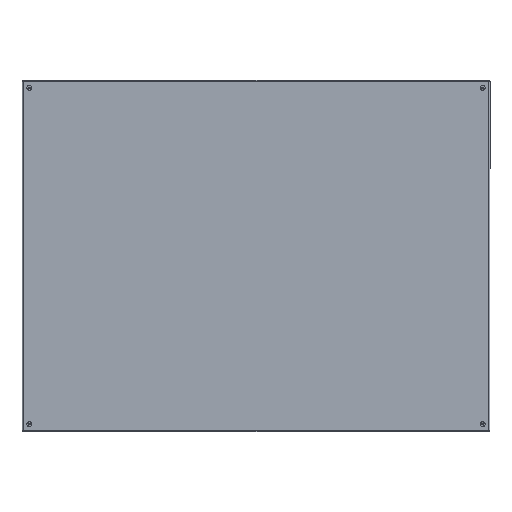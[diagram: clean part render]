
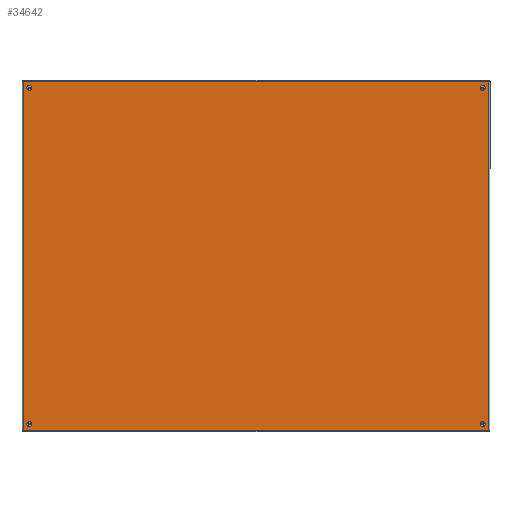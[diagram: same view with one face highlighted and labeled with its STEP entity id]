
A CAD part, left-side view. The second image highlights one B-rep face of the part: STEP entity #34642.
In plain terms, the highlighted face is planar.
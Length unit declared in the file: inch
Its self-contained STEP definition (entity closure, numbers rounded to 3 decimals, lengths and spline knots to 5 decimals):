
#399 = CARTESIAN_POINT ( 'NONE',  ( -17.928, 0., 23.875 ) ) ;
#766 = FACE_BOUND ( 'NONE', #30315, .T. ) ;
#1618 = CIRCLE ( 'NONE', #62721, 0.25 ) ;
#2362 = CARTESIAN_POINT ( 'NONE',  ( 17.25, 0., 23.25 ) ) ;
#6282 = ORIENTED_EDGE ( 'NONE', *, *, #17560, .T. ) ;
#7575 = EDGE_LOOP ( 'NONE', ( #70516, #6282 ) ) ;
#8440 = ORIENTED_EDGE ( 'NONE', *, *, #79420, .T. ) ;
#10125 = PLANE ( 'NONE',  #20582 ) ;
#10758 = EDGE_CURVE ( 'NONE', #64982, #33707, #66096, .T. ) ;
#11037 = EDGE_CURVE ( 'NONE', #33707, #64982, #22027, .T. ) ;
#11087 = CARTESIAN_POINT ( 'NONE',  ( -17.25, 0., -23.25 ) ) ;
#12147 = LINE ( 'NONE', #399, #75908 ) ;
#12283 = CIRCLE ( 'NONE', #33076, 0.25 ) ;
#12604 = ORIENTED_EDGE ( 'NONE', *, *, #86359, .T. ) ;
#12715 = EDGE_CURVE ( 'NONE', #29420, #79821, #12283, .T. ) ;
#15824 = CARTESIAN_POINT ( 'NONE',  ( 17.928, 0., 23.892 ) ) ;
#17343 = LINE ( 'NONE', #21948, #47464 ) ;
#17383 = DIRECTION ( 'NONE',  ( 0., -1., 0. ) ) ;
#17468 = FACE_OUTER_BOUND ( 'NONE', #71357, .T. ) ;
#17560 = EDGE_CURVE ( 'NONE', #79821, #29420, #60782, .T. ) ;
#17991 = CARTESIAN_POINT ( 'NONE',  ( 17.25, 0., 23.25 ) ) ;
#18690 = VERTEX_POINT ( 'NONE', #15824 ) ;
#18786 = DIRECTION ( 'NONE',  ( 0., -1., 0. ) ) ;
#19028 = CARTESIAN_POINT ( 'NONE',  ( 17.25, 0., -23.5 ) ) ;
#20582 = AXIS2_PLACEMENT_3D ( 'NONE', #31115, #43879, #44748 ) ;
#20996 = ORIENTED_EDGE ( 'NONE', *, *, #53242, .T. ) ;
#21948 = CARTESIAN_POINT ( 'NONE',  ( -17.928, 0., 23.892 ) ) ;
#22027 = CIRCLE ( 'NONE', #55800, 0.25 ) ;
#22810 = DIRECTION ( 'NONE',  ( 0., 0., 1. ) ) ;
#25107 = DIRECTION ( 'NONE',  ( 0., -1., 0. ) ) ;
#25866 = AXIS2_PLACEMENT_3D ( 'NONE', #40812, #54505, #47517 ) ;
#28421 = CARTESIAN_POINT ( 'NONE',  ( -17.25, 0., -23. ) ) ;
#29420 = VERTEX_POINT ( 'NONE', #82140 ) ;
#29836 = EDGE_CURVE ( 'NONE', #59561, #86015, #12147, .T. ) ;
#30315 = EDGE_LOOP ( 'NONE', ( #20996, #35420 ) ) ;
#30647 = DIRECTION ( 'NONE',  ( 0., -1., 0. ) ) ;
#31075 = DIRECTION ( 'NONE',  ( 0., 0., 1. ) ) ;
#31115 = CARTESIAN_POINT ( 'NONE',  ( 0., 0., 0. ) ) ;
#31169 = AXIS2_PLACEMENT_3D ( 'NONE', #70443, #18786, #71296 ) ;
#33076 = AXIS2_PLACEMENT_3D ( 'NONE', #52770, #46924, #53641 ) ;
#33707 = VERTEX_POINT ( 'NONE', #41541 ) ;
#34642 = ADVANCED_FACE ( 'NONE', ( #17468, #766, #52866, #49725, #47669 ), #10125, .T. ) ;
#35335 = EDGE_LOOP ( 'NONE', ( #12604, #48199 ) ) ;
#35405 = AXIS2_PLACEMENT_3D ( 'NONE', #17991, #38349, #31075 ) ;
#35420 = ORIENTED_EDGE ( 'NONE', *, *, #51540, .T. ) ;
#35651 = EDGE_CURVE ( 'NONE', #18690, #86015, #17343, .T. ) ;
#36419 = EDGE_CURVE ( 'NONE', #71886, #59561, #45238, .T. ) ;
#36947 = ORIENTED_EDGE ( 'NONE', *, *, #35651, .F. ) ;
#37432 = DIRECTION ( 'NONE',  ( 0., 0., 1. ) ) ;
#38349 = DIRECTION ( 'NONE',  ( 0., -1., 0. ) ) ;
#38491 = CARTESIAN_POINT ( 'NONE',  ( -17.25, 0., 23.25 ) ) ;
#39927 = EDGE_LOOP ( 'NONE', ( #78341, #61489 ) ) ;
#40812 = CARTESIAN_POINT ( 'NONE',  ( 17.25, 0., -23.25 ) ) ;
#41541 = CARTESIAN_POINT ( 'NONE',  ( -17.25, 0., 23.5 ) ) ;
#42683 = DIRECTION ( 'NONE',  ( -1., 0., 0. ) ) ;
#43879 = DIRECTION ( 'NONE',  ( 0., 1., 0. ) ) ;
#44748 = DIRECTION ( 'NONE',  ( 0., 0., 1. ) ) ;
#45238 = LINE ( 'NONE', #76660, #51477 ) ;
#46924 = DIRECTION ( 'NONE',  ( 0., -1., 0. ) ) ;
#47464 = VECTOR ( 'NONE', #69769, 39.37008 ) ;
#47517 = DIRECTION ( 'NONE',  ( 0., 0., 1. ) ) ;
#47669 = FACE_BOUND ( 'NONE', #35335, .T. ) ;
#48199 = ORIENTED_EDGE ( 'NONE', *, *, #82649, .T. ) ;
#49523 = DIRECTION ( 'NONE',  ( 0., -1., 0. ) ) ;
#49725 = FACE_BOUND ( 'NONE', #39927, .T. ) ;
#50098 = DIRECTION ( 'NONE',  ( 0., 0., 1. ) ) ;
#50421 = VERTEX_POINT ( 'NONE', #78048 ) ;
#51477 = VECTOR ( 'NONE', #42683, 39.37008 ) ;
#51540 = EDGE_CURVE ( 'NONE', #50421, #75928, #76111, .T. ) ;
#52770 = CARTESIAN_POINT ( 'NONE',  ( 17.25, 0., -23.25 ) ) ;
#52866 = FACE_BOUND ( 'NONE', #7575, .T. ) ;
#53242 = EDGE_CURVE ( 'NONE', #75928, #50421, #65815, .T. ) ;
#53641 = DIRECTION ( 'NONE',  ( 0., 0., 1. ) ) ;
#54505 = DIRECTION ( 'NONE',  ( 0., -1., 0. ) ) ;
#54581 = DIRECTION ( 'NONE',  ( 0., 0., -1. ) ) ;
#55800 = AXIS2_PLACEMENT_3D ( 'NONE', #38491, #25107, #59159 ) ;
#56212 = VECTOR ( 'NONE', #54581, 39.37008 ) ;
#59159 = DIRECTION ( 'NONE',  ( 0., 0., 1. ) ) ;
#59561 = VERTEX_POINT ( 'NONE', #60865 ) ;
#60224 = AXIS2_PLACEMENT_3D ( 'NONE', #2362, #49523, #22810 ) ;
#60782 = CIRCLE ( 'NONE', #25866, 0.25 ) ;
#60865 = CARTESIAN_POINT ( 'NONE',  ( -17.928, 0., -23.892 ) ) ;
#61489 = ORIENTED_EDGE ( 'NONE', *, *, #10758, .T. ) ;
#62721 = AXIS2_PLACEMENT_3D ( 'NONE', #64933, #17383, #37432 ) ;
#62784 = CARTESIAN_POINT ( 'NONE',  ( 17.928, 0., -23.892 ) ) ;
#64933 = CARTESIAN_POINT ( 'NONE',  ( -17.25, 0., -23.25 ) ) ;
#64982 = VERTEX_POINT ( 'NONE', #71303 ) ;
#65815 = CIRCLE ( 'NONE', #60224, 0.25 ) ;
#66096 = CIRCLE ( 'NONE', #31169, 0.25 ) ;
#68163 = DIRECTION ( 'NONE',  ( 0., 0., 1. ) ) ;
#69255 = CIRCLE ( 'NONE', #78855, 0.25 ) ;
#69769 = DIRECTION ( 'NONE',  ( -1., 0., 0. ) ) ;
#70443 = CARTESIAN_POINT ( 'NONE',  ( -17.25, 0., 23.25 ) ) ;
#70516 = ORIENTED_EDGE ( 'NONE', *, *, #12715, .T. ) ;
#71296 = DIRECTION ( 'NONE',  ( 0., 0., 1. ) ) ;
#71303 = CARTESIAN_POINT ( 'NONE',  ( -17.25, 0., 23. ) ) ;
#71357 = EDGE_LOOP ( 'NONE', ( #36947, #8440, #73971, #81736 ) ) ;
#71886 = VERTEX_POINT ( 'NONE', #62784 ) ;
#73971 = ORIENTED_EDGE ( 'NONE', *, *, #36419, .T. ) ;
#75097 = LINE ( 'NONE', #75676, #56212 ) ;
#75518 = VERTEX_POINT ( 'NONE', #84190 ) ;
#75676 = CARTESIAN_POINT ( 'NONE',  ( 17.928, 0., -35.875 ) ) ;
#75908 = VECTOR ( 'NONE', #68163, 39.37008 ) ;
#75928 = VERTEX_POINT ( 'NONE', #76759 ) ;
#76111 = CIRCLE ( 'NONE', #35405, 0.25 ) ;
#76660 = CARTESIAN_POINT ( 'NONE',  ( 0., 0., -23.892 ) ) ;
#76759 = CARTESIAN_POINT ( 'NONE',  ( 17.25, 0., 23.5 ) ) ;
#78048 = CARTESIAN_POINT ( 'NONE',  ( 17.25, 0., 23. ) ) ;
#78341 = ORIENTED_EDGE ( 'NONE', *, *, #11037, .T. ) ;
#78855 = AXIS2_PLACEMENT_3D ( 'NONE', #11087, #30647, #50098 ) ;
#79420 = EDGE_CURVE ( 'NONE', #18690, #71886, #75097, .T. ) ;
#79537 = CARTESIAN_POINT ( 'NONE',  ( -17.928, 0., 23.892 ) ) ;
#79821 = VERTEX_POINT ( 'NONE', #19028 ) ;
#81736 = ORIENTED_EDGE ( 'NONE', *, *, #29836, .T. ) ;
#82140 = CARTESIAN_POINT ( 'NONE',  ( 17.25, 0., -23. ) ) ;
#82649 = EDGE_CURVE ( 'NONE', #75518, #84561, #1618, .T. ) ;
#84190 = CARTESIAN_POINT ( 'NONE',  ( -17.25, 0., -23.5 ) ) ;
#84561 = VERTEX_POINT ( 'NONE', #28421 ) ;
#86015 = VERTEX_POINT ( 'NONE', #79537 ) ;
#86359 = EDGE_CURVE ( 'NONE', #84561, #75518, #69255, .T. ) ;
